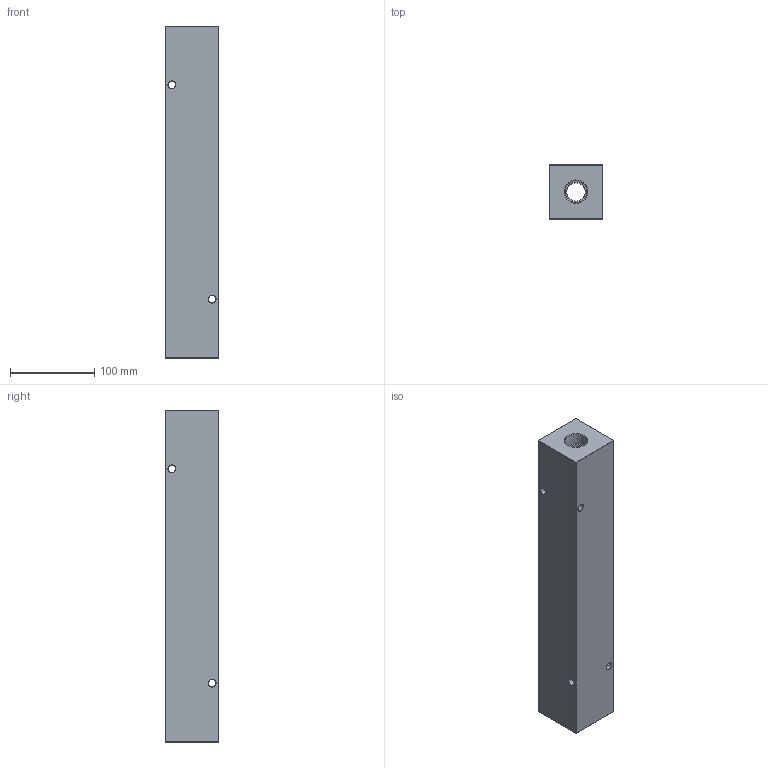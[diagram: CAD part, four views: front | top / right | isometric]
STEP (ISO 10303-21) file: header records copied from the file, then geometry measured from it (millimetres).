
FILE_DESCRIPTION (( 'STEP AP214' ), '1' );
FILE_NAME ('HM-6-0-P-12-6.STEP', '2020-02-28T20:16:22', ( '' ), ( '' ), 'SwSTEP 2.0', 'SolidWorks 2019', '' );
FILE_SCHEMA (( 'AUTOMOTIVE_DESIGN' ));
Length unit declared in the file: inch
Products named in the file (1): HM-6-0-P-12-6
Bounding box: 63.5 x 63.5 x 393.7 mm (x, y, z)
Volume: 1391637.8 mm3; surface area: 144949.2 mm2
Topology: 1 solids, 1 shells, 493 faces, 1284 edges, 836 vertices
Faces by surface type: plane 244, bspline 183, cone 36, cylinder 30
Entity records: 30513 total; most frequent: CARTESIAN_POINT 13449, ORIENTED_EDGE 2568, DIRECTION 1604, EDGE_CURVE 1284, VERTEX_POINT 836, VECTOR 798, LINE 798, EDGE_LOOP 562
